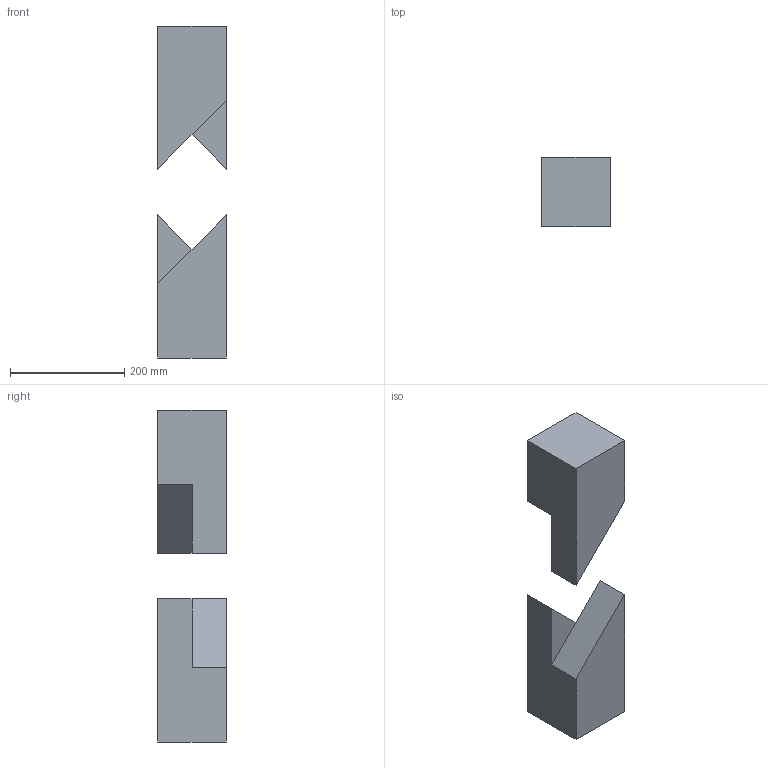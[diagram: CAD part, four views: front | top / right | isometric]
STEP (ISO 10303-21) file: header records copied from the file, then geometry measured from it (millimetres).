
FILE_DESCRIPTION(/* description */ (''),/* implementation_level */ '2;1');
FILE_NAME(/* name */ '47329.step',/* time_stamp */ '2018-12-24T18:34:06+09:00',/* author */ ('ryo2003'),/* organization */ (''),/* preprocessor_version */ 'ST-DEVELOPER v17.2',/* originating_system */ 'Autodesk Translation Framework v7.6.0.251',/* authorisation */ '');
FILE_SCHEMA (('AUTOMOTIVE_DESIGN { 1 0 10303 214 3 1 1 }'));
Length unit declared in the file: millimetre
Products named in the file (3): 平いすか継ぎ; コンポーネント1; コンポーネント2
Assembly tree (2 placements, depth 2):
  平いすか継ぎ
    コンポーネント1
    コンポーネント2
Bounding box: 120 x 120 x 580 mm (x, y, z)
Volume: 5472000 mm3; surface area: 266329.4 mm2
Topology: 2 solids, 2 shells, 18 faces, 40 edges, 26 vertices
Faces by surface type: plane 18
Entity records: 580 total; most frequent: CARTESIAN_POINT 89, DIRECTION 86, ORIENTED_EDGE 80, LINE 40, VECTOR 40, EDGE_CURVE 40, VERTEX_POINT 26, AXIS2_PLACEMENT_3D 23
